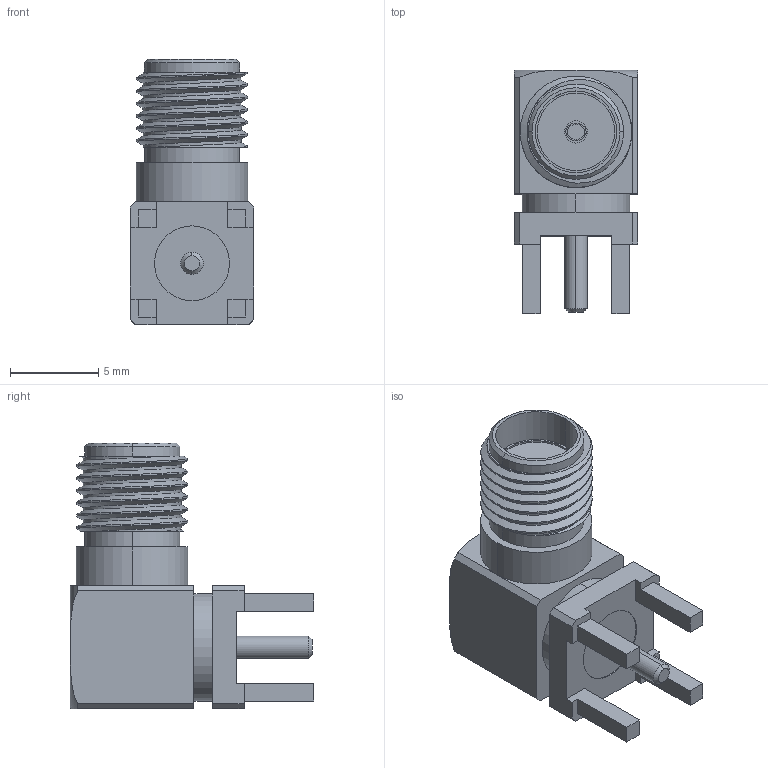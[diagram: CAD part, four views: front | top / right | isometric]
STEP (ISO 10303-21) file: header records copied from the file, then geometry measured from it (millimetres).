
FILE_DESCRIPTION (( 'STEP AP214' ), '1' );
FILE_NAME ('SMA-J-P-H-RA-TH1.STEP', '2020-04-24T08:44:09', ( '' ), ( '' ), 'SwSTEP 2.0', 'SolidWorks 2017', '' );
FILE_SCHEMA (( 'AUTOMOTIVE_DESIGN' ));
Length unit declared in the file: millimetre
Products named in the file (1): SMA-J-P-H-RA-TH1
Bounding box: 7 x 13.8 x 15.1 mm (x, y, z)
Volume: 649.3 mm3; surface area: 895.4 mm2
Topology: 4 solids, 4 shells, 134 faces, 331 edges, 216 vertices
Faces by surface type: plane 71, cylinder 44, torus 8, bspline 7, cone 4
Entity records: 5435 total; most frequent: CARTESIAN_POINT 2253, ORIENTED_EDGE 662, DIRECTION 623, EDGE_CURVE 331, VERTEX_POINT 216, AXIS2_PLACEMENT_3D 214, VECTOR 195, LINE 195
